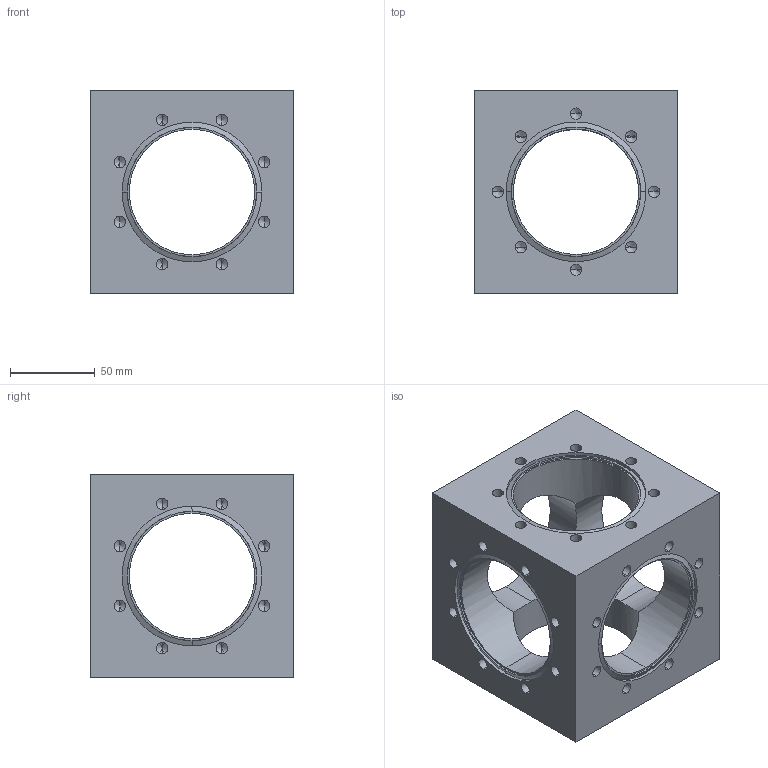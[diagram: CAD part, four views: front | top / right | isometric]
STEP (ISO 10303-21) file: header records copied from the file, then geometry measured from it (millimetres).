
FILE_DESCRIPTION (( 'STEP AP214' ), '1' );
FILE_NAME ('蕾醱极6CF63.STEP', '2023-09-27T00:43:07', ( '' ), ( '' ), 'SwSTEP 2.0', 'SolidWorks 2020', '' );
FILE_SCHEMA (( 'AUTOMOTIVE_DESIGN' ));
Length unit declared in the file: millimetre
Products named in the file (1): 蕾醱极6CF63
Bounding box: 120 x 120 x 120 mm (x, y, z)
Volume: 719265.1 mm3; surface area: 115107.3 mm2
Topology: 1 solids, 1 shells, 252 faces, 620 edges, 324 vertices
Faces by surface type: cylinder 120, cone 120, plane 12
Entity records: 7802 total; most frequent: DIRECTION 1262, CARTESIAN_POINT 1161, ORIENTED_EDGE 1048, EDGE_CURVE 524, AXIS2_PLACEMENT_3D 505, VERTEX_POINT 324, EDGE_LOOP 312, ADVANCED_FACE 252
